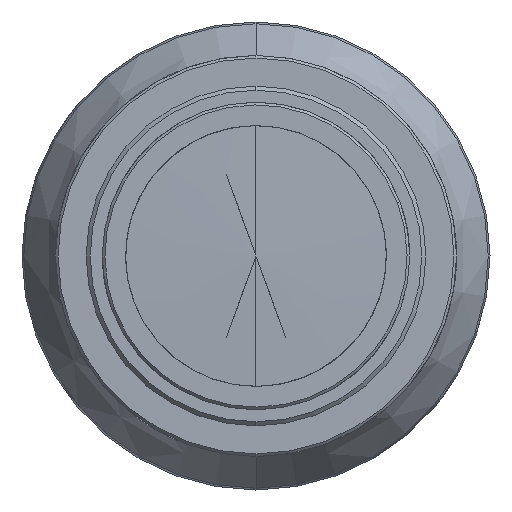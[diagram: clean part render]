
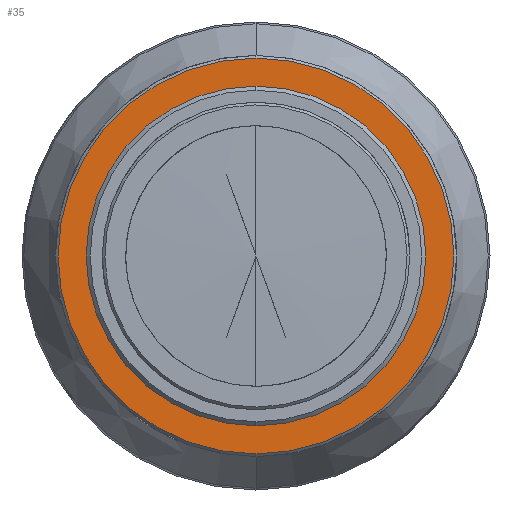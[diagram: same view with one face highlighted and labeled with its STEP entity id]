
A CAD part, left-side view. The second image highlights one B-rep face of the part: STEP entity #35.
In plain terms, the highlighted planar face has unit normal (-1, 0, 0).
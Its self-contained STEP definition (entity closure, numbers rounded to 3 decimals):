
#35 = ADVANCED_FACE ( 'NONE', ( #255, #896 ), #1347, .F. ) ;
#38 = DIRECTION ( 'NONE',  ( -1., 0., 0. ) ) ;
#78 = CARTESIAN_POINT ( 'NONE',  ( -153.96, -14.978, 14.978 ) ) ;
#85 = DIRECTION ( 'NONE',  ( 0., 0., -1. ) ) ;
#101 = AXIS2_PLACEMENT_3D ( 'NONE', #700, #1351, #1601 ) ;
#110 = CIRCLE ( 'NONE', #164, 12.3 ) ;
#164 = AXIS2_PLACEMENT_3D ( 'NONE', #1416, #503, #1423 ) ;
#255 = FACE_BOUND ( 'NONE', #1230, .T. ) ;
#277 = CARTESIAN_POINT ( 'NONE',  ( -153.96, 0., 0. ) ) ;
#456 = ORIENTED_EDGE ( 'NONE', *, *, #1512, .T. ) ;
#460 = DIRECTION ( 'NONE',  ( 1., 0., 0. ) ) ;
#503 = DIRECTION ( 'NONE',  ( -1., 0., 0. ) ) ;
#521 = DIRECTION ( 'NONE',  ( -1., 0., 0. ) ) ;
#542 = DIRECTION ( 'NONE',  ( 0., 0., -1. ) ) ;
#586 = EDGE_CURVE ( 'NONE', #861, #1145, #1073, .T. ) ;
#595 = CARTESIAN_POINT ( 'NONE',  ( -153.96, 0., -12.3 ) ) ;
#700 = CARTESIAN_POINT ( 'NONE',  ( -153.96, 0., 0. ) ) ;
#734 = VERTEX_POINT ( 'NONE', #595 ) ;
#741 = CIRCLE ( 'NONE', #101, 12.3 ) ;
#850 = AXIS2_PLACEMENT_3D ( 'NONE', #1454, #521, #542 ) ;
#861 = VERTEX_POINT ( 'NONE', #1643 ) ;
#896 = FACE_OUTER_BOUND ( 'NONE', #1394, .T. ) ;
#902 = EDGE_CURVE ( 'NONE', #1674, #734, #110, .T. ) ;
#965 = CARTESIAN_POINT ( 'NONE',  ( -153.96, 0., -14.8 ) ) ;
#995 = AXIS2_PLACEMENT_3D ( 'NONE', #78, #460, #85 ) ;
#1073 = CIRCLE ( 'NONE', #850, 14.8 ) ;
#1145 = VERTEX_POINT ( 'NONE', #965 ) ;
#1230 = EDGE_LOOP ( 'NONE', ( #1615, #1343 ) ) ;
#1241 = CARTESIAN_POINT ( 'NONE',  ( -153.96, 0., 12.3 ) ) ;
#1343 = ORIENTED_EDGE ( 'NONE', *, *, #1664, .F. ) ;
#1347 = PLANE ( 'NONE',  #995 ) ;
#1351 = DIRECTION ( 'NONE',  ( -1., 0., 0. ) ) ;
#1394 = EDGE_LOOP ( 'NONE', ( #456, #1515 ) ) ;
#1416 = CARTESIAN_POINT ( 'NONE',  ( -153.96, 0., 0. ) ) ;
#1423 = DIRECTION ( 'NONE',  ( 0., 0., 1. ) ) ;
#1443 = AXIS2_PLACEMENT_3D ( 'NONE', #277, #38, #1444 ) ;
#1444 = DIRECTION ( 'NONE',  ( 0., 0., -1. ) ) ;
#1454 = CARTESIAN_POINT ( 'NONE',  ( -153.96, 0., 0. ) ) ;
#1512 = EDGE_CURVE ( 'NONE', #1145, #861, #1604, .T. ) ;
#1515 = ORIENTED_EDGE ( 'NONE', *, *, #586, .T. ) ;
#1601 = DIRECTION ( 'NONE',  ( 0., 0., 1. ) ) ;
#1604 = CIRCLE ( 'NONE', #1443, 14.8 ) ;
#1615 = ORIENTED_EDGE ( 'NONE', *, *, #902, .F. ) ;
#1643 = CARTESIAN_POINT ( 'NONE',  ( -153.96, 0., 14.8 ) ) ;
#1664 = EDGE_CURVE ( 'NONE', #734, #1674, #741, .T. ) ;
#1674 = VERTEX_POINT ( 'NONE', #1241 ) ;
